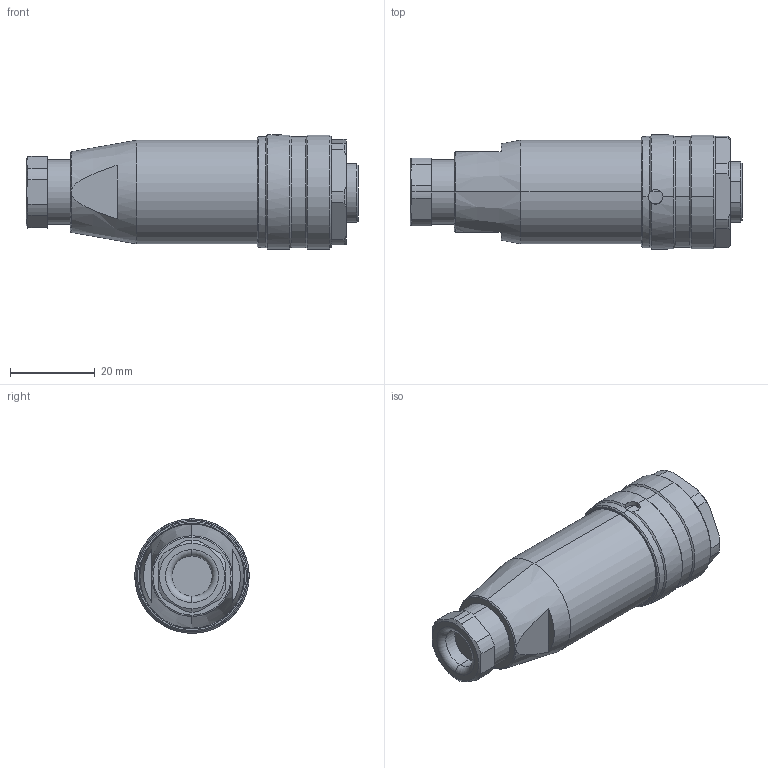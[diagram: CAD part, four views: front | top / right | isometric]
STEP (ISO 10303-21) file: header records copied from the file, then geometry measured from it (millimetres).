
FILE_DESCRIPTION (( 'STEP AP203' ), '1' );
FILE_NAME ('7000-78181-0000000.step', '2025-06-19T17:13:56', ( '' ), ( '' ), 'SwSTEP 2.0', 'SolidWorks 2024', '' );
FILE_SCHEMA (( 'CONFIG_CONTROL_DESIGN' ));
Length unit declared in the file: millimetre
Products named in the file (1): 7000-78181-0000000
Bounding box: 78.4 x 26.99 x 26.95 mm (x, y, z)
Volume: 30692.5 mm3; surface area: 9260 mm2
Topology: 1 solids, 1 shells, 206 faces, 495 edges, 311 vertices
Faces by surface type: cylinder 75, plane 72, cone 43, torus 16
Entity records: 6350 total; most frequent: CARTESIAN_POINT 1447, DIRECTION 1043, ORIENTED_EDGE 990, EDGE_CURVE 495, AXIS2_PLACEMENT_3D 419, VERTEX_POINT 311, EDGE_LOOP 226, CIRCLE 212
